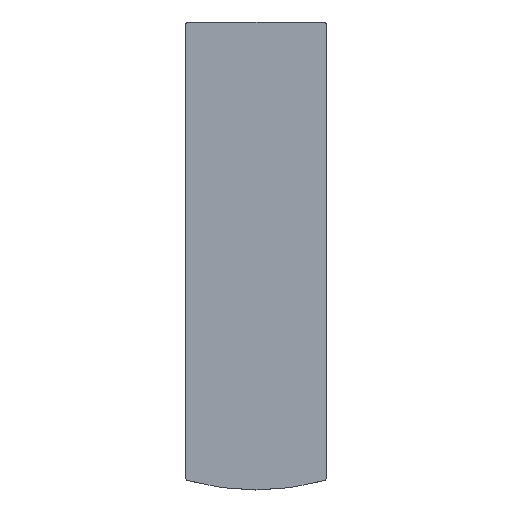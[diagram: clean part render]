
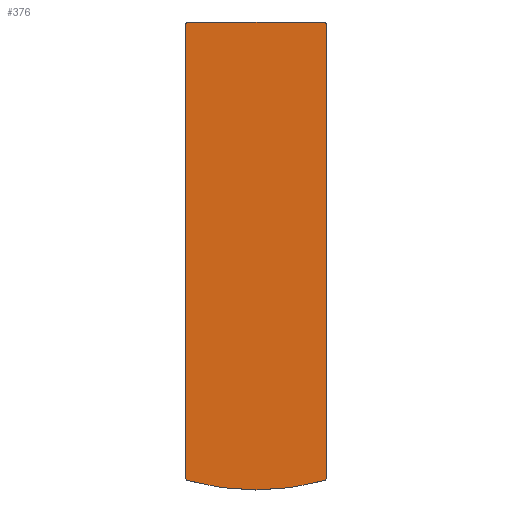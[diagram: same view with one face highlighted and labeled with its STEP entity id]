
A CAD part, top view. The second image highlights one B-rep face of the part: STEP entity #376.
In plain terms, the highlighted planar face has unit normal (0, 0, 1).
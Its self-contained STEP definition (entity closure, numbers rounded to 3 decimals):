
#7 = CARTESIAN_POINT ( 'NONE',  ( -35., -116.661, 0. ) ) ;
#11 = VERTEX_POINT ( 'NONE', #451 ) ;
#14 = CARTESIAN_POINT ( 'NONE',  ( 0., 7.5, 0. ) ) ;
#32 = ORIENTED_EDGE ( 'NONE', *, *, #739, .T. ) ;
#50 = CARTESIAN_POINT ( 'NONE',  ( -35.271, -117.624, 0. ) ) ;
#56 = VERTEX_POINT ( 'NONE', #661 ) ;
#66 = VERTEX_POINT ( 'NONE', #50 ) ;
#79 = EDGE_LOOP ( 'NONE', ( #888, #735, #32, #626, #147, #335, #941, #269 ) ) ;
#113 = VERTEX_POINT ( 'NONE', #632 ) ;
#121 = AXIS2_PLACEMENT_3D ( 'NONE', #902, #362, #757 ) ;
#125 = CARTESIAN_POINT ( 'NONE',  ( 35., -116.661, 0. ) ) ;
#147 = ORIENTED_EDGE ( 'NONE', *, *, #754, .T. ) ;
#154 = DIRECTION ( 'NONE',  ( -1., 0., 0. ) ) ;
#157 = PLANE ( 'NONE',  #498 ) ;
#184 = CIRCLE ( 'NONE', #256, 1. ) ;
#193 = VECTOR ( 'NONE', #931, 1000. ) ;
#207 = CIRCLE ( 'NONE', #782, 130. ) ;
#225 = DIRECTION ( 'NONE',  ( 0., 1., 0. ) ) ;
#226 = CARTESIAN_POINT ( 'NONE',  ( -36., 117., 0. ) ) ;
#229 = EDGE_CURVE ( 'NONE', #717, #56, #898, .T. ) ;
#230 = LINE ( 'NONE', #831, #615 ) ;
#237 = DIRECTION ( 'NONE',  ( 0., 0., -1. ) ) ;
#256 = AXIS2_PLACEMENT_3D ( 'NONE', #546, #802, #549 ) ;
#269 = ORIENTED_EDGE ( 'NONE', *, *, #868, .T. ) ;
#325 = CARTESIAN_POINT ( 'NONE',  ( 35.271, -117.624, 0. ) ) ;
#335 = ORIENTED_EDGE ( 'NONE', *, *, #647, .T. ) ;
#362 = DIRECTION ( 'NONE',  ( 0., 0., 1. ) ) ;
#371 = CARTESIAN_POINT ( 'NONE',  ( -35., 118., 0. ) ) ;
#375 = EDGE_CURVE ( 'NONE', #491, #113, #987, .T. ) ;
#376 = ADVANCED_FACE ( 'NONE', ( #700 ), #157, .F. ) ;
#397 = LINE ( 'NONE', #995, #854 ) ;
#425 = CIRCLE ( 'NONE', #121, 1. ) ;
#439 = DIRECTION ( 'NONE',  ( -1., 0., 0. ) ) ;
#451 = CARTESIAN_POINT ( 'NONE',  ( 36., 117., 0. ) ) ;
#475 = AXIS2_PLACEMENT_3D ( 'NONE', #125, #959, #439 ) ;
#482 = DIRECTION ( 'NONE',  ( -1., 0., 0. ) ) ;
#491 = VERTEX_POINT ( 'NONE', #226 ) ;
#498 = AXIS2_PLACEMENT_3D ( 'NONE', #917, #237, #154 ) ;
#500 = VERTEX_POINT ( 'NONE', #371 ) ;
#544 = CARTESIAN_POINT ( 'NONE',  ( -36., 118., 0. ) ) ;
#546 = CARTESIAN_POINT ( 'NONE',  ( 35., 117., 0. ) ) ;
#549 = DIRECTION ( 'NONE',  ( -1., 0., 0. ) ) ;
#559 = DIRECTION ( 'NONE',  ( -1., 0., 0. ) ) ;
#584 = VERTEX_POINT ( 'NONE', #914 ) ;
#589 = CIRCLE ( 'NONE', #710, 1. ) ;
#615 = VECTOR ( 'NONE', #688, 1000. ) ;
#626 = ORIENTED_EDGE ( 'NONE', *, *, #792, .T. ) ;
#627 = DIRECTION ( 'NONE',  ( 0., 0., 1. ) ) ;
#632 = CARTESIAN_POINT ( 'NONE',  ( -36., -116.661, 0. ) ) ;
#647 = EDGE_CURVE ( 'NONE', #500, #491, #425, .T. ) ;
#661 = CARTESIAN_POINT ( 'NONE',  ( 36., -116.661, 0. ) ) ;
#688 = DIRECTION ( 'NONE',  ( -1., 0., 0. ) ) ;
#700 = FACE_OUTER_BOUND ( 'NONE', #79, .T. ) ;
#710 = AXIS2_PLACEMENT_3D ( 'NONE', #7, #936, #482 ) ;
#717 = VERTEX_POINT ( 'NONE', #325 ) ;
#735 = ORIENTED_EDGE ( 'NONE', *, *, #229, .T. ) ;
#739 = EDGE_CURVE ( 'NONE', #56, #11, #397, .T. ) ;
#754 = EDGE_CURVE ( 'NONE', #584, #500, #230, .T. ) ;
#757 = DIRECTION ( 'NONE',  ( -1., 0., 0. ) ) ;
#782 = AXIS2_PLACEMENT_3D ( 'NONE', #14, #627, #559 ) ;
#792 = EDGE_CURVE ( 'NONE', #11, #584, #184, .T. ) ;
#802 = DIRECTION ( 'NONE',  ( 0., 0., 1. ) ) ;
#831 = CARTESIAN_POINT ( 'NONE',  ( -36., 118., 0. ) ) ;
#837 = EDGE_CURVE ( 'NONE', #66, #717, #207, .T. ) ;
#854 = VECTOR ( 'NONE', #225, 1000. ) ;
#868 = EDGE_CURVE ( 'NONE', #113, #66, #589, .T. ) ;
#888 = ORIENTED_EDGE ( 'NONE', *, *, #837, .T. ) ;
#898 = CIRCLE ( 'NONE', #475, 1. ) ;
#902 = CARTESIAN_POINT ( 'NONE',  ( -35., 117., 0. ) ) ;
#914 = CARTESIAN_POINT ( 'NONE',  ( 35., 118., 0. ) ) ;
#917 = CARTESIAN_POINT ( 'NONE',  ( 0., 7.5, 0. ) ) ;
#931 = DIRECTION ( 'NONE',  ( 0., -1., 0. ) ) ;
#936 = DIRECTION ( 'NONE',  ( 0., 0., 1. ) ) ;
#941 = ORIENTED_EDGE ( 'NONE', *, *, #375, .T. ) ;
#959 = DIRECTION ( 'NONE',  ( 0., 0., 1. ) ) ;
#987 = LINE ( 'NONE', #544, #193 ) ;
#995 = CARTESIAN_POINT ( 'NONE',  ( 36., 118., 0. ) ) ;
